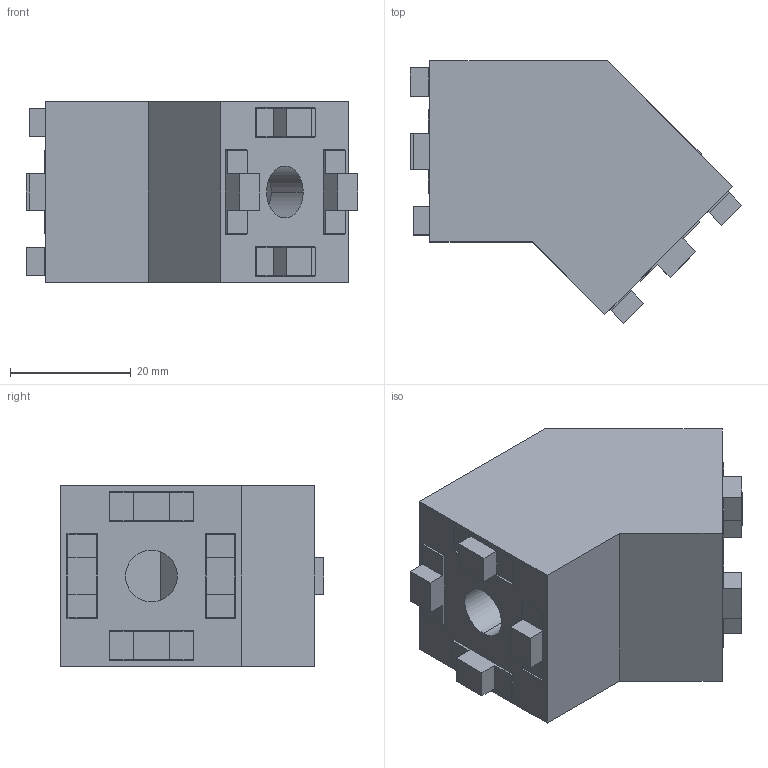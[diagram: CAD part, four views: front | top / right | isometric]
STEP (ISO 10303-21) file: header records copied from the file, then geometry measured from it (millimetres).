
FILE_DESCRIPTION (( 'STEP AP214' ), '1' );
FILE_NAME ('B169 Óãëîâîé àëþìèíèåâûé ñîåäèíèòåëü 30õ30 ïîä 45°, ïàç 8.STEP', '2025-10-28T11:05:16', ( '' ), ( '' ), 'SwSTEP 2.0', 'SolidWorks 2025', '' );
FILE_SCHEMA (( 'AUTOMOTIVE_DESIGN' ));
Length unit declared in the file: millimetre
Products named in the file (4): B169 Угловой алюминиевый соединитель 30х30 под 45°, паз 8; B169 Корпус_00; B169 Внтурнний сухарь_00; B169 Крышка_00
Assembly tree (10 placements, depth 2):
  B169 Угловой алюминиевый соединитель 30х30 под 45°, паз 8
    B169 Корпус_00
    B169 Крышка_00
    B169 Внтурнний сухарь_00  x8
Bounding box: 55.05 x 43.62 x 30 mm (x, y, z)
Volume: 21499.2 mm3; surface area: 17068.4 mm2
Topology: 10 solids, 10 shells, 254 faces, 666 edges, 444 vertices
Faces by surface type: plane 230, cylinder 24
Entity records: 4963 total; most frequent: CARTESIAN_POINT 931, ORIENTED_EDGE 828, DIRECTION 768, EDGE_CURVE 414, LINE 350, VECTOR 350, VERTEX_POINT 276, AXIS2_PLACEMENT_3D 209
